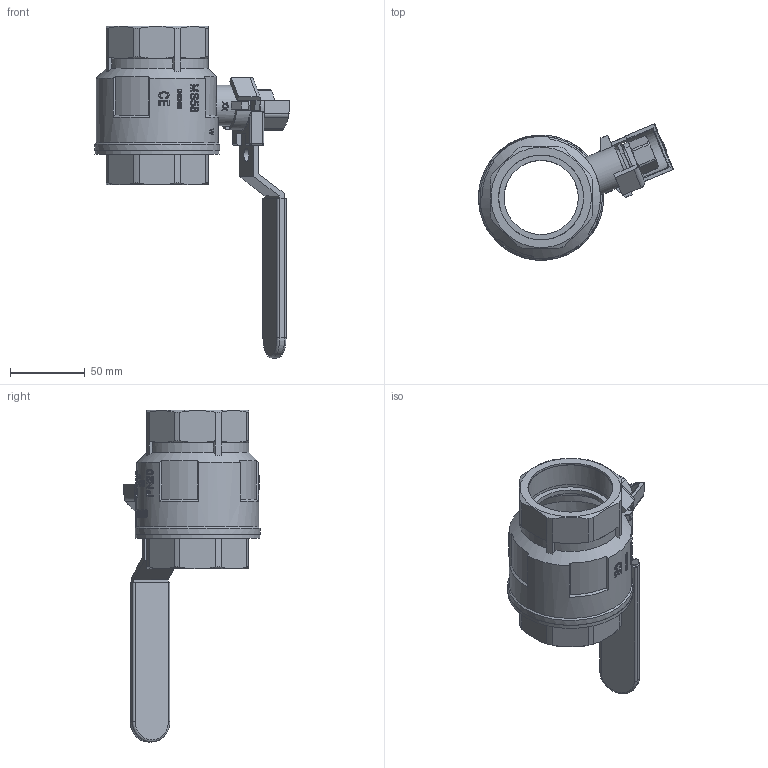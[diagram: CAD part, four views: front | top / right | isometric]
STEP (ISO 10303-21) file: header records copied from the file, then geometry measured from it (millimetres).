
FILE_DESCRIPTION(/* description */ ('Unknown'),/* implementation_level */ '2;1');
FILE_NAME(/* name */ '605-09',/* time_stamp */ '2022-03-16T12:55:11+01:00',/* author */ ('Unknown'),/* organization */ ('Unknown'),/* preprocessor_version */ 'ST-DEVELOPER v16.7',/* originating_system */ 'Solid Edge',/* authorisation */ 'Unknown');
FILE_SCHEMA (('AUTOMOTIVE_DESIGN {1 0 10303 214 3 1 1}'));
Products named in the file (11): 2.140VS.050; 600-09; 600-09_Spindel; 600-09_Stopfbuchse; 600-09 _Einschraubteil; 600-09_Körper; M14 ; Edelstahlgriff_DN50; Griff; Schlo_
Assembly tree (10 placements, depth 4):
  2.140VS.050
    600-09
      600-09_Spindel
        600-09_Stopfbuchse
        600-09_Spindel
      600-09 _Einschraubteil
      600-09_Körper
    M14 
    Edelstahlgriff_DN50
      Griff
      Schlo_
Bounding box: 130.01 x 90.9 x 221.37 mm (x, y, z)
Volume: 180607 mm3; surface area: 92319 mm2
Topology: 7 solids, 7 shells, 1506 faces, 4208 edges, 2782 vertices
Faces by surface type: plane 1265, cylinder 151, cone 65, torus 12, bspline 7, sphere 6
Full cylindrical faces by diameter (mm): 9 x1, 11.835 x1, 16 x1, 16.1 x1, 16.5 x1, 18 x1, 19 x1, 20 x1, 20.5 x1, 20.52 x1, 22 x1, 27 x1, 49.5 x2, 56.656 x2, 56.658 x2, 62 x2, 75 x1, 77 x1, 77.5 x1, 81.5 x1, 83.5 x2
Entity records: 62319 total; most frequent: CARTESIAN_POINT 13386, DIRECTION 9080, ORIENTED_EDGE 8294, EDGE_CURVE 4147, AXIS2_PLACEMENT_3D 3586, VERTEX_POINT 2766, LINE 1908, VECTOR 1908
